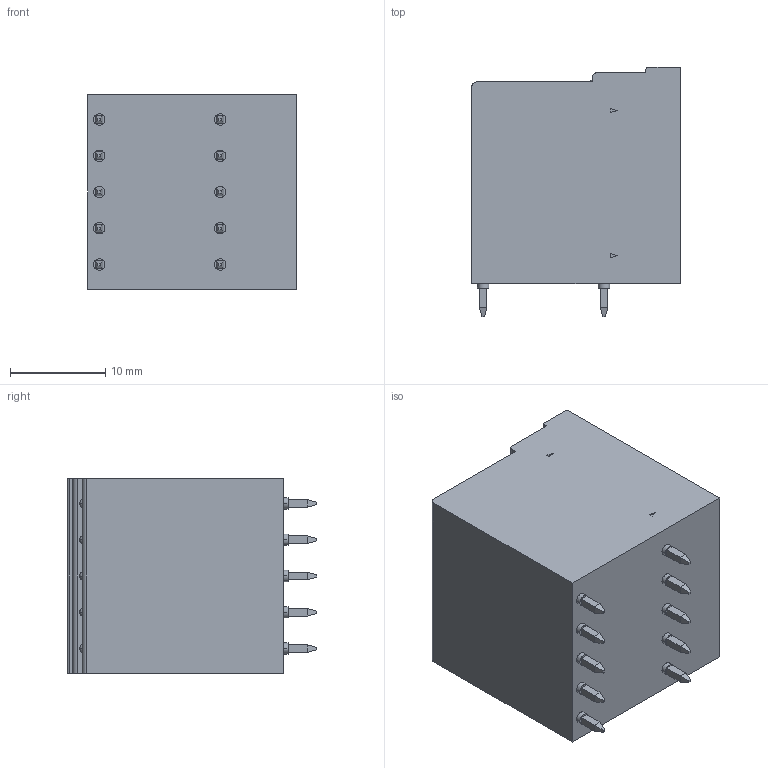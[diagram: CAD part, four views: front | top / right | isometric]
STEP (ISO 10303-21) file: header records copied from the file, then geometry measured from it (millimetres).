
FILE_DESCRIPTION(('SolidDesigner STEP Export'),'2;1');
FILE_NAME('mcd_1.5-5-g1-3.81.stp','2005-12-22T10:03:34',(''),(''),'OneSpace Designer STEP processor for AP214 (Solid Model)','OneSpace Designer 13.01 05-Feb-2005 (C) CoCreate Software GmbH','');
FILE_SCHEMA(('AUTOMOTIVE_DESIGN { 1 0 10303 214 1 1 1 1 }'));
Length unit declared in the file: millimetre
Products named in the file (2): mcd_1.5-5-g1-3.81
Assembly tree (1 placements, depth 2):
  mcd_1.5-5-g1-3.81
    mcd_1.5-5-g1-3.81
Bounding box: 21.9 x 26.2 x 20.44 mm (x, y, z)
Volume: 8623.8 mm3; surface area: 4584.8 mm2
Topology: 1 solids, 1 shells, 705 faces, 1735 edges, 1100 vertices
Faces by surface type: plane 563, cylinder 112, cone 20, sphere 10
Entity records: 25328 total; most frequent: CARTESIAN_POINT 3565, ORIENTED_EDGE 3470, DIRECTION 3074, EDGE_CURVE 1735, VECTOR 1336, LINE 1336, VERTEX_POINT 1100, AXIS2_PLACEMENT_3D 869
